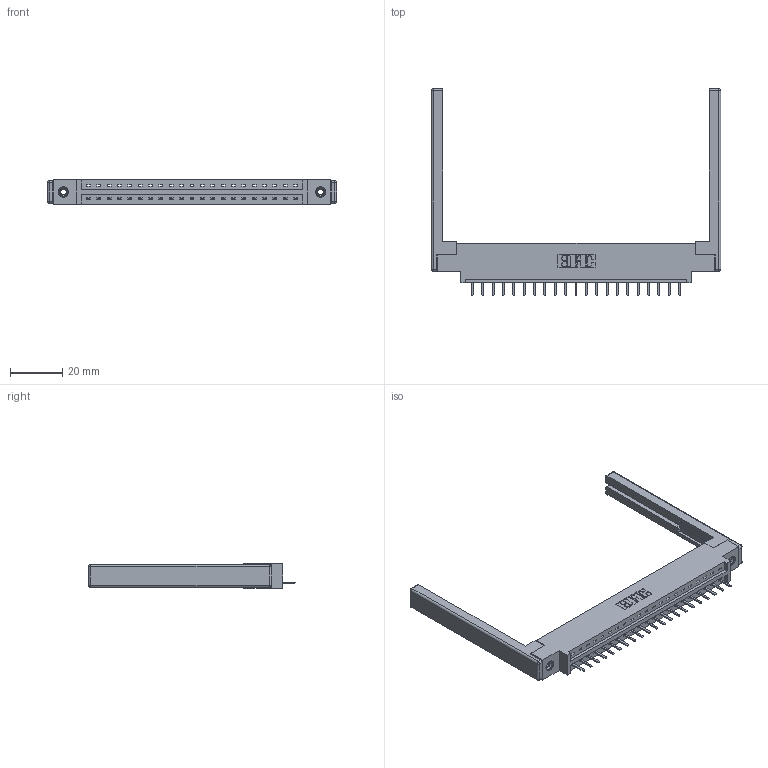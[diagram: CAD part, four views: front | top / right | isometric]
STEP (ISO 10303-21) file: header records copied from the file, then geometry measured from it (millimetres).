
FILE_DESCRIPTION (( 'STEP AP203' ), '1' );
FILE_NAME ('337-021-520-668.STEP', '2019-09-29T00:01:55', ( '' ), ( '' ), 'SwSTEP 2.0', 'SolidWorks 2016', '' );
FILE_SCHEMA (( 'CONFIG_CONTROL_DESIGN' ));
Length unit declared in the file: inch
Products named in the file (5): 337-021-520-668; 307-220-068; 345-250-001_345-250-001-102; 345-292-001_345-293-120; 337 Part_0.170 Offset - 0.156 Dia-TI
Assembly tree (26 placements, depth 2):
  337-021-520-668
    337 Part_0.170 Offset - 0.156 Dia-TI
    345-292-001_345-293-120  x21
    345-250-001_345-250-001-102  x2
    307-220-068  x2
Bounding box: 110.64 x 79.08 x 9.4 mm (x, y, z)
Volume: 15449.9 mm3; surface area: 15282.7 mm2
Topology: 26 solids, 26 shells, 1658 faces, 4829 edges, 3142 vertices
Faces by surface type: plane 1170, cylinder 464, cone 12, sphere 8, torus 4
Entity records: 21332 total; most frequent: CARTESIAN_POINT 3682, ORIENTED_EDGE 3616, DIRECTION 3204, EDGE_CURVE 1808, LINE 1626, VECTOR 1626, VERTEX_POINT 1194, AXIS2_PLACEMENT_3D 789
